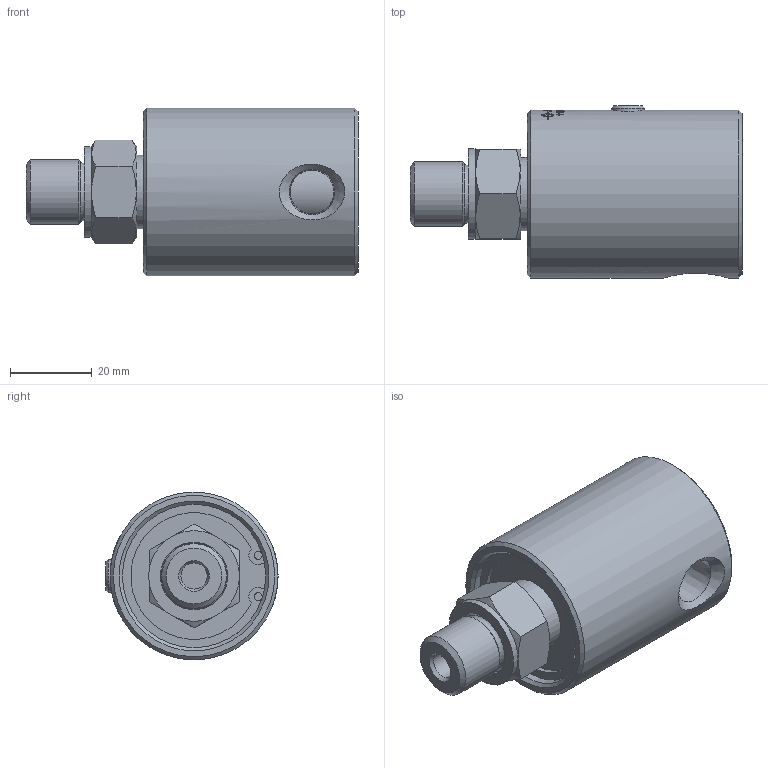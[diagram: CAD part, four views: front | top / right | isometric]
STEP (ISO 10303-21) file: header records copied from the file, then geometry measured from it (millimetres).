
FILE_DESCRIPTION(/* description */ (''),/* implementation_level */ '2;1');
FILE_NAME(/* name */ '1102-208-210-IC.stp',/* time_stamp */ '2020-05-14T08:39:40-05:00',/* author */ ('moorera'),/* organization */ (''),/* preprocessor_version */ 'ST-DEVELOPER v18.1',/* originating_system */ 'Autodesk Inventor 2020',/* authorisation */ '');
FILE_SCHEMA (('AUTOMOTIVE_DESIGN { 1 0 10303 214 3 1 1 }'));
Products named in the file (1): 1102-208-210-IC
Bounding box: 81.19 x 42.07 x 41.07 mm (x, y, z)
Volume: 72558.3 mm3; surface area: 13575.9 mm2
Topology: 1 solids, 2 shells, 351 faces, 916 edges, 615 vertices
Faces by surface type: bspline 174, plane 111, cylinder 50, cone 15, torus 1
Full cylindrical faces by diameter (mm): 1.981 x2, 5.944 x1, 6.4 x1, 10.719 x1, 15.839 x1, 16.5 x1, 17.9 x1, 22.2 x1, 35.05 x1, 41.07 x1
Entity records: 52829 total; most frequent: CARTESIAN_POINT 44890, ORIENTED_EDGE 1832, DIRECTION 1212, EDGE_CURVE 916, VERTEX_POINT 615, AXIS2_PLACEMENT_3D 429, EDGE_LOOP 397, LINE 354
